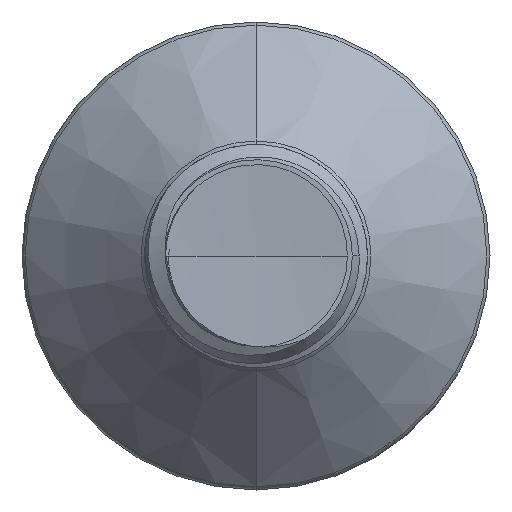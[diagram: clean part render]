
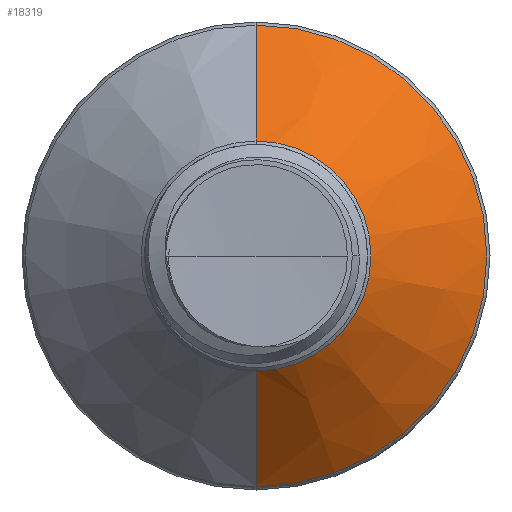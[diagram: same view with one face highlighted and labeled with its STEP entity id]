
A CAD part, front view. The second image highlights one B-rep face of the part: STEP entity #18319.
In plain terms, the highlighted conical face has half-angle 45 degrees and reference radius 2.064 mm.
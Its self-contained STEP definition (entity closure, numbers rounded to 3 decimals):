
#169 = DIRECTION ( 'NONE',  ( 0., 0.707, 0.707 ) ) ;
#302 = VERTEX_POINT ( 'NONE', #5038 ) ;
#634 = DIRECTION ( 'NONE',  ( 0., 0., 1. ) ) ;
#1117 = VECTOR ( 'NONE', #169, 1000. ) ;
#1496 = ORIENTED_EDGE ( 'NONE', *, *, #5777, .F. ) ;
#1746 = LINE ( 'NONE', #16537, #23193 ) ;
#2260 = AXIS2_PLACEMENT_3D ( 'NONE', #25104, #13614, #634 ) ;
#3537 = DIRECTION ( 'NONE',  ( 0., 0.707, -0.707 ) ) ;
#3647 = CIRCLE ( 'NONE', #24163, 2.064 ) ;
#4474 = CONICAL_SURFACE ( 'NONE', #11528, 2.064, 0.785 ) ;
#4912 = VERTEX_POINT ( 'NONE', #24560 ) ;
#5038 = CARTESIAN_POINT ( 'NONE',  ( 0., 9.786, -2.064 ) ) ;
#5777 = EDGE_CURVE ( 'NONE', #23319, #4912, #6208, .T. ) ;
#6208 = LINE ( 'NONE', #23005, #1117 ) ;
#7790 = EDGE_CURVE ( 'NONE', #4912, #18728, #12951, .T. ) ;
#8417 = DIRECTION ( 'NONE',  ( 0., 1., 0. ) ) ;
#8992 = DIRECTION ( 'NONE',  ( 0., 0., 1. ) ) ;
#9775 = EDGE_CURVE ( 'NONE', #302, #18728, #1746, .T. ) ;
#10295 = CARTESIAN_POINT ( 'NONE',  ( 0., 11.865, -4.143 ) ) ;
#11528 = AXIS2_PLACEMENT_3D ( 'NONE', #23393, #25093, #8992 ) ;
#12951 = CIRCLE ( 'NONE', #2260, 4.143 ) ;
#13168 = EDGE_CURVE ( 'NONE', #23319, #302, #3647, .T. ) ;
#13614 = DIRECTION ( 'NONE',  ( 0., 1., 0. ) ) ;
#14022 = CARTESIAN_POINT ( 'NONE',  ( 0., 9.786, 2.064 ) ) ;
#16537 = CARTESIAN_POINT ( 'NONE',  ( 0., 9.786, -2.064 ) ) ;
#17429 = ORIENTED_EDGE ( 'NONE', *, *, #7790, .F. ) ;
#18319 = ADVANCED_FACE ( 'NONE', ( #25869 ), #4474, .T. ) ;
#18728 = VERTEX_POINT ( 'NONE', #10295 ) ;
#20931 = CARTESIAN_POINT ( 'NONE',  ( 0., 9.786, 0. ) ) ;
#21907 = ORIENTED_EDGE ( 'NONE', *, *, #9775, .T. ) ;
#22728 = DIRECTION ( 'NONE',  ( 0., 0., 1. ) ) ;
#23005 = CARTESIAN_POINT ( 'NONE',  ( 0., 9.786, 2.064 ) ) ;
#23193 = VECTOR ( 'NONE', #3537, 1000. ) ;
#23319 = VERTEX_POINT ( 'NONE', #14022 ) ;
#23393 = CARTESIAN_POINT ( 'NONE',  ( 0., 9.786, 0. ) ) ;
#24163 = AXIS2_PLACEMENT_3D ( 'NONE', #20931, #8417, #22728 ) ;
#24395 = EDGE_LOOP ( 'NONE', ( #25930, #21907, #17429, #1496 ) ) ;
#24560 = CARTESIAN_POINT ( 'NONE',  ( 0., 11.865, 4.143 ) ) ;
#25093 = DIRECTION ( 'NONE',  ( 0., 1., 0. ) ) ;
#25104 = CARTESIAN_POINT ( 'NONE',  ( 0., 11.865, 0. ) ) ;
#25869 = FACE_OUTER_BOUND ( 'NONE', #24395, .T. ) ;
#25930 = ORIENTED_EDGE ( 'NONE', *, *, #13168, .T. ) ;
